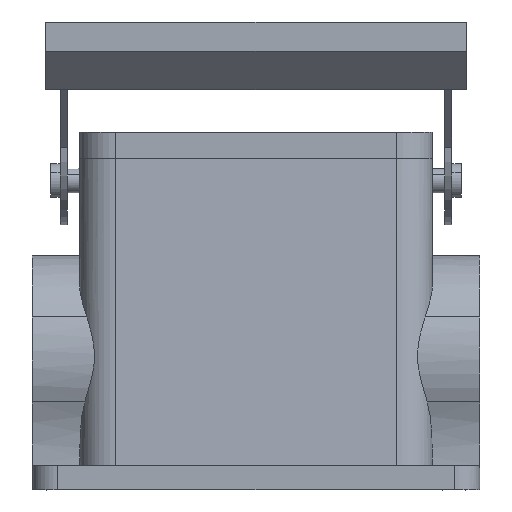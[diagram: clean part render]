
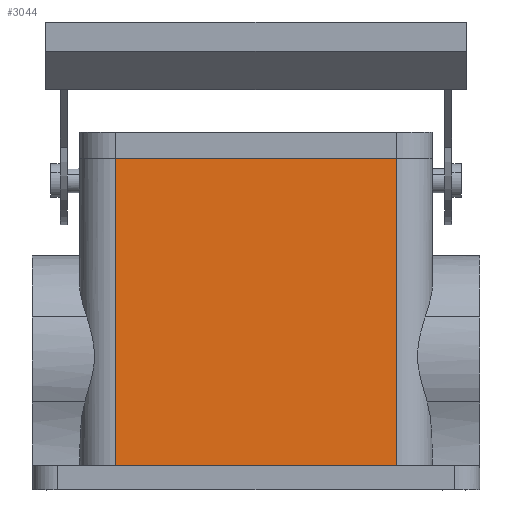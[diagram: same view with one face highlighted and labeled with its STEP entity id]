
A CAD part, left-side view. The second image highlights one B-rep face of the part: STEP entity #3044.
In plain terms, the highlighted planar face has unit normal (-0.999, 0, 0.035).
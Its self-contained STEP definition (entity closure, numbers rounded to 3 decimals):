
#3031=AXIS2_PLACEMENT_3D('Plane Axis2P3D',#3028,#3029,#3030) ;
#1834=CARTESIAN_POINT('Line Origine',(18.5,46.25,68.5)) ;
#1838=CARTESIAN_POINT('Vertex',(18.5,75.25,68.5)) ;
#1840=CARTESIAN_POINT('Vertex',(18.5,17.25,68.5)) ;
#2431=CARTESIAN_POINT('Line Origine',(17.343,75.25,35.381)) ;
#2435=CARTESIAN_POINT('Vertex',(16.283,75.25,5.)) ;
#2963=CARTESIAN_POINT('Vertex',(16.283,17.25,5.)) ;
#2966=CARTESIAN_POINT('Line Origine',(16.283,46.25,5.)) ;
#3028=CARTESIAN_POINT('Axis2P3D Location',(18.5,46.25,68.5)) ;
#3033=CARTESIAN_POINT('Line Origine',(17.391,17.25,36.75)) ;
#1835=DIRECTION('Vector Direction',(0.,1.,0.)) ;
#2432=DIRECTION('Vector Direction',(0.035,0.,0.999)) ;
#2967=DIRECTION('Vector Direction',(0.,1.,0.)) ;
#3029=DIRECTION('Axis2P3D Direction',(-0.999,0.,0.035)) ;
#3030=DIRECTION('Axis2P3D XDirection',(0.,1.,0.)) ;
#3034=DIRECTION('Vector Direction',(-0.035,0.,-0.999)) ;
#1836=VECTOR('Line Direction',#1835,1.) ;
#2433=VECTOR('Line Direction',#2432,1.) ;
#2968=VECTOR('Line Direction',#2967,1.) ;
#3035=VECTOR('Line Direction',#3034,1.) ;
#3039=ORIENTED_EDGE('',*,*,#3037,.F.) ;
#3040=ORIENTED_EDGE('',*,*,#1842,.F.) ;
#3041=ORIENTED_EDGE('',*,*,#2437,.F.) ;
#3042=ORIENTED_EDGE('',*,*,#2970,.F.) ;
#3044=ADVANCED_FACE('Housing',(#3043),#3032,.T.) ;
#1842=EDGE_CURVE('',#1839,#1841,#1837,.F.) ;
#2437=EDGE_CURVE('',#2436,#1839,#2434,.T.) ;
#2970=EDGE_CURVE('',#2964,#2436,#2969,.T.) ;
#3037=EDGE_CURVE('',#1841,#2964,#3036,.T.) ;
#3038=EDGE_LOOP('',(#3039,#3040,#3041,#3042)) ;
#3043=FACE_OUTER_BOUND('',#3038,.T.) ;
#1837=LINE('Line',#1834,#1836) ;
#2434=LINE('Line',#2431,#2433) ;
#2969=LINE('Line',#2966,#2968) ;
#3036=LINE('Line',#3033,#3035) ;
#3032=PLANE('',#3031) ;
#1839=VERTEX_POINT('',#1838) ;
#1841=VERTEX_POINT('',#1840) ;
#2436=VERTEX_POINT('',#2435) ;
#2964=VERTEX_POINT('',#2963) ;
